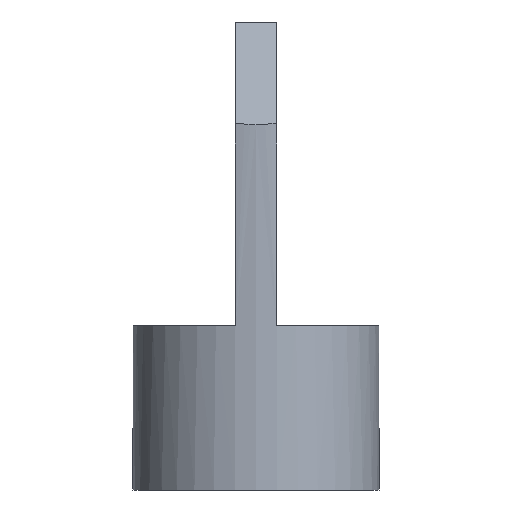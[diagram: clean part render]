
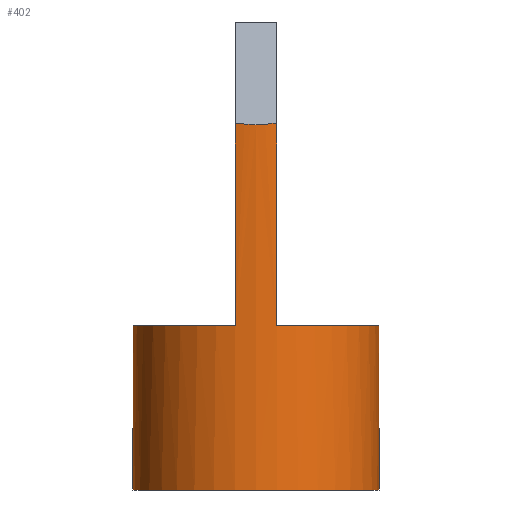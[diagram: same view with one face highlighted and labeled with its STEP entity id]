
A CAD part, front view. The second image highlights one B-rep face of the part: STEP entity #402.
In plain terms, the highlighted cylindrical face has radius 15 mm (diameter 30 mm), a full revolution.
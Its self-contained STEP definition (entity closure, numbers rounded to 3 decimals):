
#17=ELLIPSE('',#436,21.213,15.);
#18=ELLIPSE('',#437,21.213,15.);
#19=ELLIPSE('',#439,21.213,15.);
#25=CYLINDRICAL_SURFACE('',#435,15.);
#36=CIRCLE('',#430,15.);
#38=CIRCLE('',#433,15.);
#39=CIRCLE('',#438,15.);
#55=FACE_OUTER_BOUND('',#74,.T.);
#74=EDGE_LOOP('',(#333,#334,#335,#336,#337,#338,#339,#340,#341,#342,#343,
#344));
#97=LINE('',#617,#132);
#101=LINE('',#625,#136);
#108=LINE('',#662,#143);
#112=LINE('',#669,#147);
#114=LINE('',#676,#149);
#132=VECTOR('',#491,10.);
#136=VECTOR('',#495,10.);
#143=VECTOR('',#524,10.);
#147=VECTOR('',#528,10.);
#149=VECTOR('',#536,15.);
#175=VERTEX_POINT('',#614);
#176=VERTEX_POINT('',#616);
#179=VERTEX_POINT('',#622);
#180=VERTEX_POINT('',#624);
#187=VERTEX_POINT('',#650);
#188=VERTEX_POINT('',#652);
#190=VERTEX_POINT('',#661);
#193=VERTEX_POINT('',#667);
#194=VERTEX_POINT('',#673);
#195=VERTEX_POINT('',#675);
#221=EDGE_CURVE('',#176,#175,#97,.T.);
#225=EDGE_CURVE('',#180,#179,#101,.T.);
#234=EDGE_CURVE('',#175,#180,#36,.T.);
#237=EDGE_CURVE('',#188,#187,#38,.T.);
#241=EDGE_CURVE('',#190,#188,#108,.T.);
#245=EDGE_CURVE('',#187,#193,#112,.T.);
#247=EDGE_CURVE('',#190,#179,#17,.T.);
#248=EDGE_CURVE('',#194,#193,#18,.T.);
#249=EDGE_CURVE('',#194,#195,#114,.T.);
#250=EDGE_CURVE('',#195,#195,#39,.T.);
#251=EDGE_CURVE('',#176,#194,#19,.T.);
#333=ORIENTED_EDGE('',*,*,#221,.T.);
#334=ORIENTED_EDGE('',*,*,#234,.T.);
#335=ORIENTED_EDGE('',*,*,#225,.T.);
#336=ORIENTED_EDGE('',*,*,#247,.F.);
#337=ORIENTED_EDGE('',*,*,#241,.T.);
#338=ORIENTED_EDGE('',*,*,#237,.T.);
#339=ORIENTED_EDGE('',*,*,#245,.T.);
#340=ORIENTED_EDGE('',*,*,#248,.F.);
#341=ORIENTED_EDGE('',*,*,#249,.T.);
#342=ORIENTED_EDGE('',*,*,#250,.F.);
#343=ORIENTED_EDGE('',*,*,#249,.F.);
#344=ORIENTED_EDGE('',*,*,#251,.F.);
#402=ADVANCED_FACE('',(#55),#25,.T.);
#430=AXIS2_PLACEMENT_3D('',#645,#511,#512);
#433=AXIS2_PLACEMENT_3D('',#653,#518,#519);
#435=AXIS2_PLACEMENT_3D('',#671,#530,#531);
#436=AXIS2_PLACEMENT_3D('',#672,#532,#533);
#437=AXIS2_PLACEMENT_3D('',#674,#534,#535);
#438=AXIS2_PLACEMENT_3D('',#677,#537,#538);
#439=AXIS2_PLACEMENT_3D('',#678,#539,#540);
#491=DIRECTION('',(0.,0.,-1.));
#495=DIRECTION('',(0.,0.,1.));
#511=DIRECTION('center_axis',(0.,0.,
-1.));
#512=DIRECTION('ref_axis',(0.,1.,0.));
#518=DIRECTION('center_axis',(0.,0.,
-1.));
#519=DIRECTION('ref_axis',(0.,1.,0.));
#524=DIRECTION('',(0.,0.,-1.));
#528=DIRECTION('',(0.,0.,1.));
#530=DIRECTION('center_axis',(0.,0.,1.));
#531=DIRECTION('ref_axis',(0.,1.,0.));
#532=DIRECTION('center_axis',(0.,0.707,0.707));
#533=DIRECTION('ref_axis',(0.,0.707,-0.707));
#534=DIRECTION('center_axis',(0.,-0.707,0.707));
#535=DIRECTION('ref_axis',(0.,0.707,0.707));
#536=DIRECTION('',(0.,0.,-1.));
#537=DIRECTION('center_axis',(0.,0.,-1.));
#538=DIRECTION('ref_axis',(0.,1.,0.));
#539=DIRECTION('center_axis',(0.,-0.707,0.707));
#540=DIRECTION('ref_axis',(0.,0.707,0.707));
#614=CARTESIAN_POINT('',(-2.5,4.033,-0.023));
#616=CARTESIAN_POINT('',(-2.5,4.033,24.686));
#617=CARTESIAN_POINT('',(-2.5,4.033,8.477));
#622=CARTESIAN_POINT('',(-2.5,33.614,24.686));
#624=CARTESIAN_POINT('',(-2.5,33.614,-0.023));
#625=CARTESIAN_POINT('',(-2.5,33.614,8.477));
#645=CARTESIAN_POINT('Origin',(0.,18.823,-0.023));
#650=CARTESIAN_POINT('',(2.5,4.033,-0.023));
#652=CARTESIAN_POINT('',(2.5,33.614,-0.023));
#653=CARTESIAN_POINT('Origin',(0.,18.823,-0.023));
#661=CARTESIAN_POINT('',(2.5,33.614,24.686));
#662=CARTESIAN_POINT('',(2.5,33.614,8.477));
#667=CARTESIAN_POINT('',(2.5,4.033,24.686));
#669=CARTESIAN_POINT('',(2.5,4.033,8.477));
#671=CARTESIAN_POINT('Origin',(0.,18.823,8.477));
#672=CARTESIAN_POINT('Origin',(0.,18.823,39.477));
#673=CARTESIAN_POINT('',(0.,3.823,24.477));
#674=CARTESIAN_POINT('Origin',(0.,18.823,39.477));
#675=CARTESIAN_POINT('',(0.,3.823,-20.023));
#676=CARTESIAN_POINT('',(0.,3.823,8.477));
#677=CARTESIAN_POINT('Origin',(0.,18.823,-20.023));
#678=CARTESIAN_POINT('Origin',(0.,18.823,39.477));
